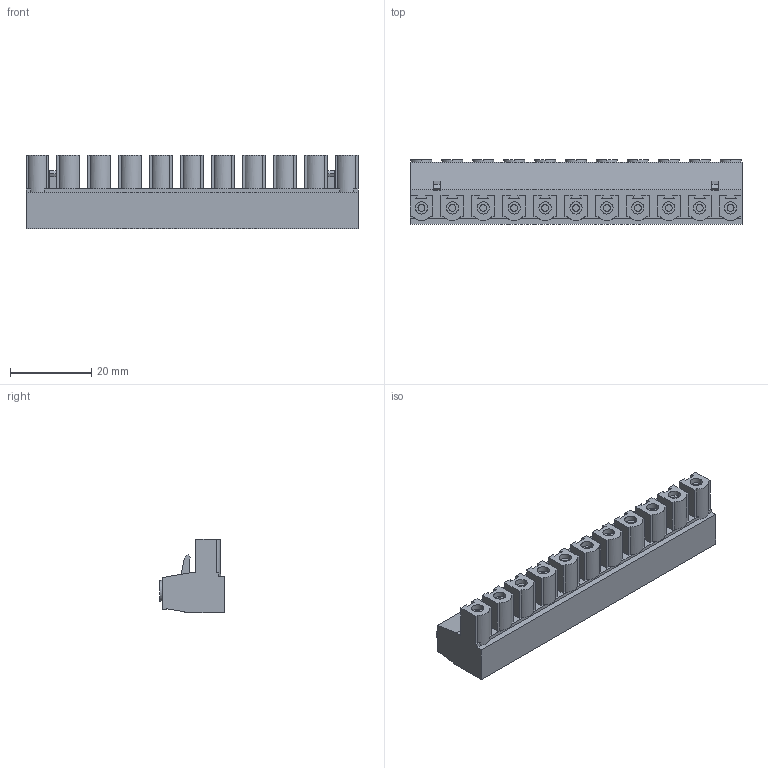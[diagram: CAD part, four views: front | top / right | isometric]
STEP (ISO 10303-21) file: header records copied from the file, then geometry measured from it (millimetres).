
FILE_DESCRIPTION (( 'STEP AP203' ), '1' );
FILE_NAME ('SOKETLI BASKILI DEVRE KLEMENSI - 7,62 MM DISI - 11 LI.STEP', '2018-09-19T13:37:54', ( 'user' ), ( '' ), 'SwSTEP 2.0', 'SolidWorks 2016', '' );
FILE_SCHEMA (( 'CONFIG_CONTROL_DESIGN' ));
Length unit declared in the file: millimetre
Products named in the file (1): SOKETLI BASKILI DEVRE KLEMENSI  - 7,62 MM DISI - 11 LI
Bounding box: 81.83 x 15.95 x 18.15 mm (x, y, z)
Volume: 13018.5 mm3; surface area: 8858.8 mm2
Topology: 1 solids, 1 shells, 445 faces, 1107 edges, 732 vertices
Faces by surface type: plane 346, cylinder 99
Entity records: 13258 total; most frequent: CARTESIAN_POINT 2285, DIRECTION 2263, ORIENTED_EDGE 2214, EDGE_CURVE 1107, LINE 843, VECTOR 843, VERTEX_POINT 732, AXIS2_PLACEMENT_3D 710
